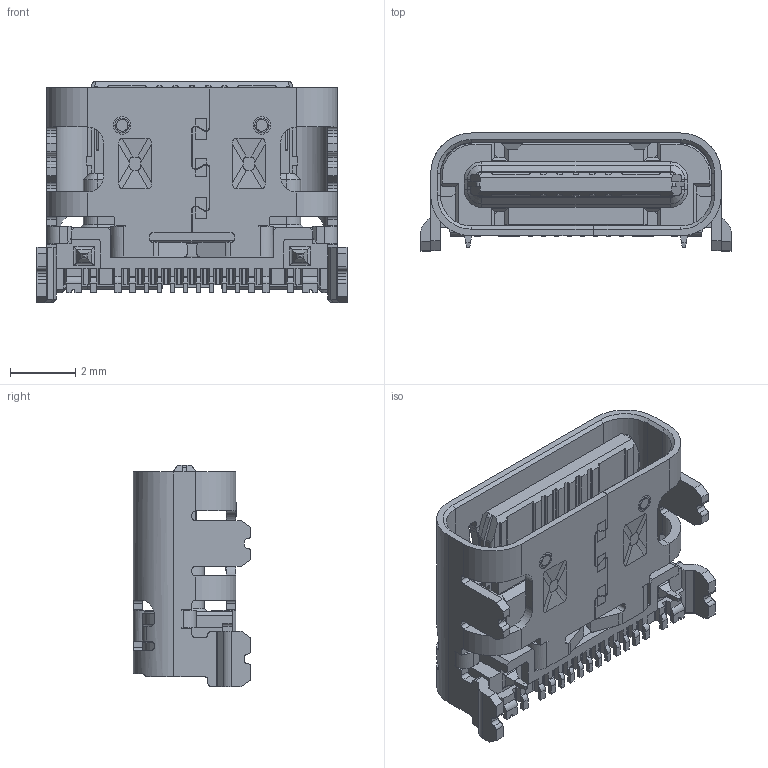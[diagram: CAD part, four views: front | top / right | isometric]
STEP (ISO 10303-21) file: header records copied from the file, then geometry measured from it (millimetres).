
FILE_DESCRIPTION (( 'STEP AP214' ), '1' );
FILE_NAME ('CX90B-16P1.STEP', '2023-09-11T23:52:36', ( '' ), ( '' ), 'SwSTEP 2.0', 'SolidWorks 2021', '' );
FILE_SCHEMA (( 'AUTOMOTIVE_DESIGN' ));
Length unit declared in the file: millimetre
Products named in the file (2): CX90B-16P1
Assembly tree (1 placements, depth 2):
  CX90B-16P1
    CX90B-16P1
Bounding box: 9.54 x 3.62 x 6.8 mm (x, y, z)
Volume: 90.9 mm3; surface area: 396.6 mm2
Topology: 1 solids, 1 shells, 1171 faces, 3337 edges, 2134 vertices
Faces by surface type: plane 771, cylinder 334, cone 38, bspline 20, torus 8
Entity records: 38901 total; most frequent: CARTESIAN_POINT 8550, ORIENTED_EDGE 6674, DIRECTION 6016, EDGE_CURVE 3337, VECTOR 2474, LINE 2474, VERTEX_POINT 2134, AXIS2_PLACEMENT_3D 1771
